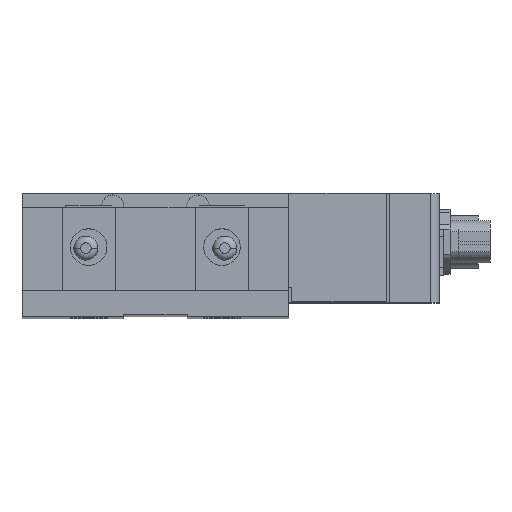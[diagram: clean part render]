
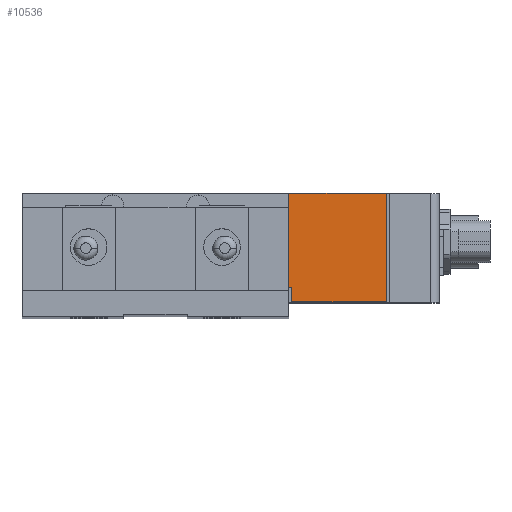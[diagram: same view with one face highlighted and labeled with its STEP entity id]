
A CAD part, top view. The second image highlights one B-rep face of the part: STEP entity #10536.
In plain terms, the highlighted planar face has unit normal (0, 0, 1).
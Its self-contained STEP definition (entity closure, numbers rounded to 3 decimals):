
#180 = EDGE_CURVE ( 'NONE', #4775, #12377, #4235, .T. ) ;
#508 = ORIENTED_EDGE ( 'NONE', *, *, #9173, .T. ) ;
#779 = VERTEX_POINT ( 'NONE', #13884 ) ;
#2183 = CARTESIAN_POINT ( 'NONE',  ( 25.55, -9.9, 19.9 ) ) ;
#2261 = CARTESIAN_POINT ( 'NONE',  ( 10.4, -7.176, 19.9 ) ) ;
#2428 = CARTESIAN_POINT ( 'NONE',  ( 25.55, -7.176, 19.9 ) ) ;
#2502 = CARTESIAN_POINT ( 'NONE',  ( 43.35, 10.4, 19.9 ) ) ;
#3192 = CARTESIAN_POINT ( 'NONE',  ( 0., 0., 19.9 ) ) ;
#3663 = LINE ( 'NONE', #2428, #6384 ) ;
#3919 = DIRECTION ( 'NONE',  ( 1., 0., 0. ) ) ;
#3990 = EDGE_CURVE ( 'NONE', #16032, #4775, #14900, .T. ) ;
#4235 = LINE ( 'NONE', #2261, #13624 ) ;
#4285 = VECTOR ( 'NONE', #13838, 1000. ) ;
#4473 = EDGE_CURVE ( 'NONE', #779, #6184, #16446, .T. ) ;
#4507 = CARTESIAN_POINT ( 'NONE',  ( 25., 10.4, 19.9 ) ) ;
#4775 = VERTEX_POINT ( 'NONE', #8293 ) ;
#5218 = DIRECTION ( 'NONE',  ( 0., -1., 0. ) ) ;
#5608 = LINE ( 'NONE', #2502, #8623 ) ;
#6184 = VERTEX_POINT ( 'NONE', #16750 ) ;
#6384 = VECTOR ( 'NONE', #8777, 1000. ) ;
#6458 = ORIENTED_EDGE ( 'NONE', *, *, #8107, .T. ) ;
#6719 = FACE_OUTER_BOUND ( 'NONE', #20199, .T. ) ;
#7156 = CARTESIAN_POINT ( 'NONE',  ( 43.35, 10.4, 19.9 ) ) ;
#8107 = EDGE_CURVE ( 'NONE', #6184, #11477, #20391, .T. ) ;
#8252 = ORIENTED_EDGE ( 'NONE', *, *, #4473, .T. ) ;
#8293 = CARTESIAN_POINT ( 'NONE',  ( 25., -7.176, 19.9 ) ) ;
#8623 = VECTOR ( 'NONE', #11964, 1000. ) ;
#8777 = DIRECTION ( 'NONE',  ( 0., -1., 0. ) ) ;
#9173 = EDGE_CURVE ( 'NONE', #11477, #16032, #5608, .T. ) ;
#9703 = ORIENTED_EDGE ( 'NONE', *, *, #180, .T. ) ;
#9788 = ORIENTED_EDGE ( 'NONE', *, *, #3990, .T. ) ;
#10117 = CARTESIAN_POINT ( 'NONE',  ( 25., -13.076, 19.9 ) ) ;
#10536 = ADVANCED_FACE ( 'NONE', ( #6719 ), #16194, .T. ) ;
#11033 = EDGE_CURVE ( 'NONE', #12377, #779, #3663, .T. ) ;
#11477 = VERTEX_POINT ( 'NONE', #7156 ) ;
#11757 = DIRECTION ( 'NONE',  ( 1., 0., 0. ) ) ;
#11964 = DIRECTION ( 'NONE',  ( -1., 0., 0. ) ) ;
#12275 = CARTESIAN_POINT ( 'NONE',  ( 43.35, -9.9, 19.9 ) ) ;
#12377 = VERTEX_POINT ( 'NONE', #20523 ) ;
#12862 = DIRECTION ( 'NONE',  ( 1., 0., 0. ) ) ;
#13063 = DIRECTION ( 'NONE',  ( 0., 0., 1. ) ) ;
#13069 = ORIENTED_EDGE ( 'NONE', *, *, #11033, .T. ) ;
#13624 = VECTOR ( 'NONE', #3919, 1000. ) ;
#13838 = DIRECTION ( 'NONE',  ( 0., 1., 0. ) ) ;
#13884 = CARTESIAN_POINT ( 'NONE',  ( 25.55, -9.9, 19.9 ) ) ;
#14900 = LINE ( 'NONE', #10117, #19706 ) ;
#15107 = VECTOR ( 'NONE', #11757, 1000. ) ;
#16032 = VERTEX_POINT ( 'NONE', #4507 ) ;
#16194 = PLANE ( 'NONE',  #19999 ) ;
#16446 = LINE ( 'NONE', #2183, #15107 ) ;
#16750 = CARTESIAN_POINT ( 'NONE',  ( 43.35, -9.9, 19.9 ) ) ;
#19706 = VECTOR ( 'NONE', #5218, 1000. ) ;
#19999 = AXIS2_PLACEMENT_3D ( 'NONE', #3192, #13063, #12862 ) ;
#20199 = EDGE_LOOP ( 'NONE', ( #508, #9788, #9703, #13069, #8252, #6458 ) ) ;
#20391 = LINE ( 'NONE', #12275, #4285 ) ;
#20523 = CARTESIAN_POINT ( 'NONE',  ( 25.55, -7.176, 19.9 ) ) ;
